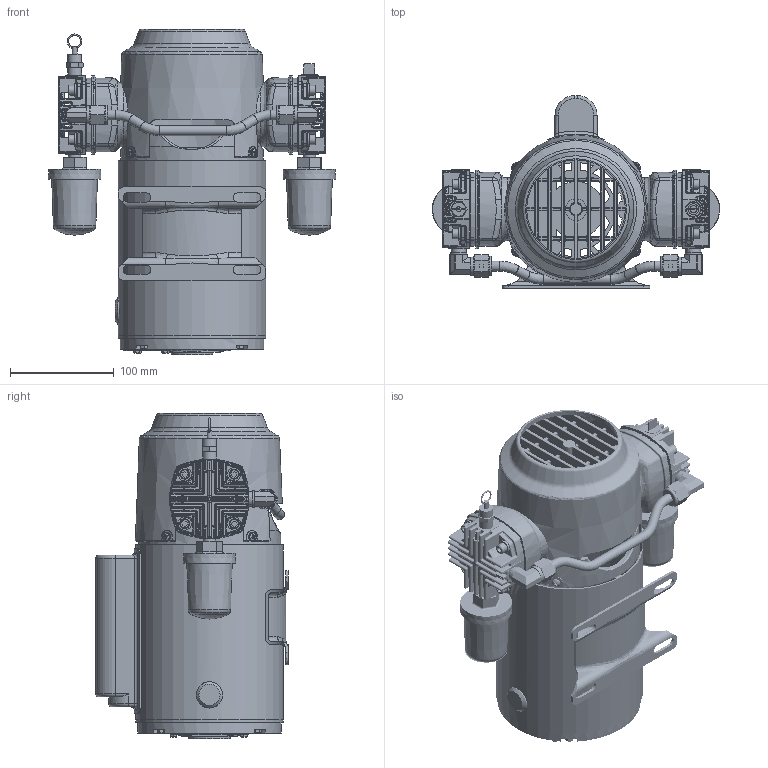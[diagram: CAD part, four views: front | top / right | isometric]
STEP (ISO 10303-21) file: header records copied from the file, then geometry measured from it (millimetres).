
FILE_DESCRIPTION (( 'STEP AP214' ), '1' );
FILE_NAME ('3HBB-10-M300AX.STEP', '2025-04-17T10:12:58', ( '' ), ( '' ), 'SwSTEP 2.0', 'SolidWorks 2023', '' );
FILE_SCHEMA (( 'AUTOMOTIVE_DESIGN' ));
Length unit declared in the file: inch
Products named in the file (41): AF530; Shaft^M300GAX; BB417D_95345A544; AF529; 3HBB-10-M300AX; BA503; AF531; AF537A; AF518; AG392B; hex lag screw_ai_HLSCREW 0.1900x0.875; AG449-1; AF508; BB619; AF519A; AF535; Shell^M300GAX; Capacitor Cover^M300GAX; AE451A; AF510; Endplate^M300GAX; Blade^M300GAX; Internals^M300GAX; AF536B; B300A; AS100G; M300GAX
Assembly tree (49 placements, depth 3):
  3HBB-10-M300AX
    AG392B
    AF510
    AG449-1
      AF508
      AF518
      AF529
      AF530
      AF531
      AF519A
      BB619  x4
    AF535
    B300A  x2
    BA503  x2
    BB417D_95345A544
    BB417D_95345A544
    BB417D_95345A544
    BB417D_95345A544
    AF510
    AG449-1
      AF508
      AF518
      AF529
      AF530
      AF531
      AF519A
      BB619  x4
    AF537A  x2
    AF536B
    M300GAX
      Shell^M300GAX
      Capacitor Cover^M300GAX
      Endplate^M300GAX
      Internals^M300GAX
      Shaft^M300GAX
      hex lag screw_ai_HLSCREW 0.1900x0.875
      hex lag screw_ai_HLSCREW 0.1900x0.875
      hex lag screw_ai_HLSCREW 0.1900x0.875
      hex lag screw_ai_HLSCREW 0.1900x0.875
    AS100G
    AE451A
  Blade^M300GAX
Bounding box: 277.6 x 186.18 x 313.95 mm (x, y, z)
Volume: 1063827.8 mm3; surface area: 698590.7 mm2
Topology: 53 solids, 57 shells, 4290 faces, 10877 edges, 6579 vertices
Faces by surface type: bspline 1456, cylinder 1154, plane 1108, cone 292, torus 178, sphere 102
Full cylindrical faces by diameter (mm): 3.134 x40, 3.454 x4, 4.191 x4, 4.699 x1, 4.826 x20, 5.7 x8, 6.35 x8, 6.604 x16, 6.858 x16, 7.112 x8, 7.747 x5, 7.874 x4, 8.179 x4, 8.357 x1, 9.525 x13, 9.652 x2, 9.779 x4, 10.541 x1, 11.684 x8, 12.7 x8, 13.462 x2, 15.367 x2, 15.469 x1, 15.494 x2, 15.748 x2, 16.256 x2, 17.45 x2, 17.463 x2, 19.05 x3, 21.133 x1
Entity records: 173709 total; most frequent: CARTESIAN_POINT 80794, ORIENTED_EDGE 19713, DIRECTION 14434, EDGE_CURVE 9857, VERTEX_POINT 6102, AXIS2_PLACEMENT_3D 5633, EDGE_LOOP 4556, FACE_OUTER_BOUND 4194
